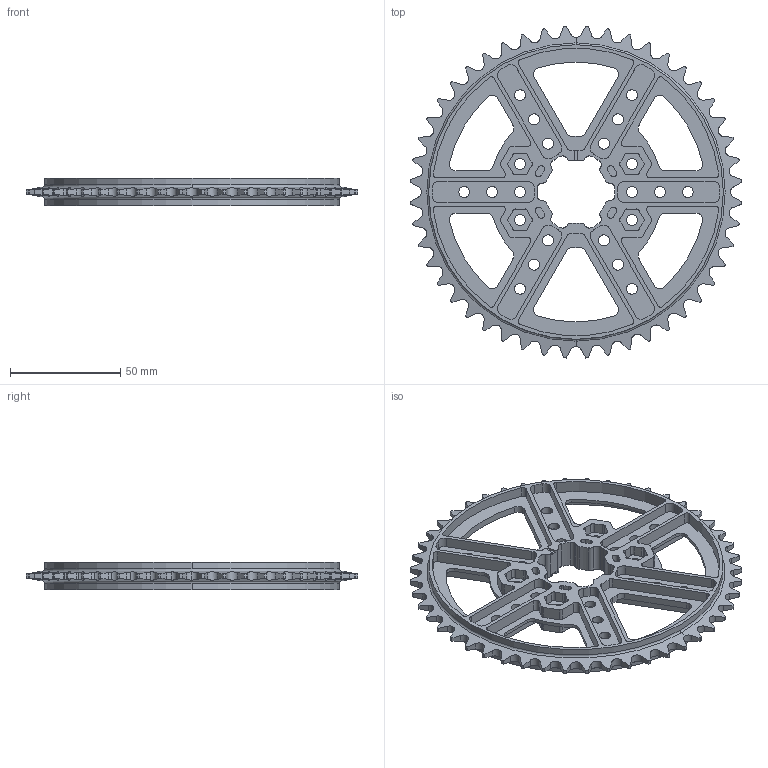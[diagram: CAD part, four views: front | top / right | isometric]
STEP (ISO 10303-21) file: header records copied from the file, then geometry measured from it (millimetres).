
FILE_DESCRIPTION (( 'STEP AP203' ), '1' );
FILE_NAME ('REV-21-3723.STEP', '2024-09-09T16:06:05', ( '' ), ( '' ), 'SwSTEP 2.0', 'SolidWorks 2022', '' );
FILE_SCHEMA (( 'CONFIG_CONTROL_DESIGN' ));
Length unit declared in the file: millimetre
Products named in the file (1): REV-21-3723
Bounding box: 150.86 x 150.86 x 12.7 mm (x, y, z)
Volume: 56462.9 mm3; surface area: 48896.9 mm2
Topology: 1 solids, 1 shells, 824 faces, 2348 edges, 1564 vertices
Faces by surface type: cylinder 628, plane 188, torus 4, cone 4
Entity records: 29728 total; most frequent: CARTESIAN_POINT 7682, ORIENTED_EDGE 4696, DIRECTION 4658, EDGE_CURVE 2348, AXIS2_PLACEMENT_3D 1795, VERTEX_POINT 1564, LINE 1068, VECTOR 1068
